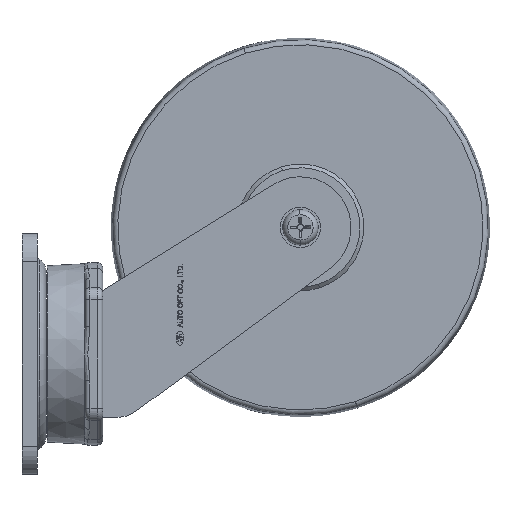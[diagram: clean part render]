
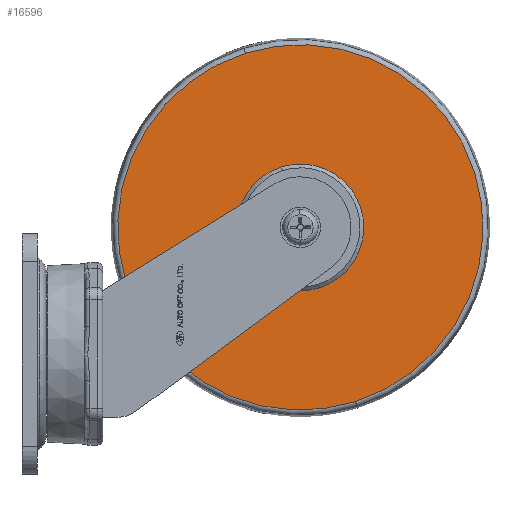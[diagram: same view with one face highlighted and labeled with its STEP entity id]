
A CAD part, left-side view. The second image highlights one B-rep face of the part: STEP entity #16596.
In plain terms, the highlighted planar face has unit normal (-1, 0, 0).
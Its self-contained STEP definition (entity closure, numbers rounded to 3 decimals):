
#1393 = CIRCLE ( 'NONE', #29242, 25.05 ) ;
#2252 = VERTEX_POINT ( 'NONE', #31539 ) ;
#3329 = EDGE_CURVE ( 'NONE', #4261, #40180, #10228, .T. ) ;
#4261 = VERTEX_POINT ( 'NONE', #16489 ) ;
#4359 = CARTESIAN_POINT ( 'NONE',  ( -20., -78.15, 50. ) ) ;
#6877 = CIRCLE ( 'NONE', #31950, 25.05 ) ;
#7506 = DIRECTION ( 'NONE',  ( -1., 0., 0. ) ) ;
#7511 = DIRECTION ( 'NONE',  ( 1., 0., 0. ) ) ;
#8541 = DIRECTION ( 'NONE',  ( 0., -0.301, -0.954 ) ) ;
#9224 = CARTESIAN_POINT ( 'NONE',  ( -20., -85.681, 26.109 ) ) ;
#10228 = CIRCLE ( 'NONE', #18527, 72.182 ) ;
#10835 = CARTESIAN_POINT ( 'NONE',  ( -20., -78.15, 50. ) ) ;
#14980 = DIRECTION ( 'NONE',  ( 0., -0.301, -0.954 ) ) ;
#16133 = DIRECTION ( 'NONE',  ( 1., 0., 0. ) ) ;
#16224 = EDGE_CURVE ( 'NONE', #2252, #20575, #6877, .T. ) ;
#16489 = CARTESIAN_POINT ( 'NONE',  ( -20., -99.852, -18.843 ) ) ;
#16596 = ADVANCED_FACE ( 'NONE', ( #29440, #40335 ), #40782, .F. ) ;
#18527 = AXIS2_PLACEMENT_3D ( 'NONE', #4359, #33175, #8541 ) ;
#20109 = ORIENTED_EDGE ( 'NONE', *, *, #3329, .T. ) ;
#20575 = VERTEX_POINT ( 'NONE', #9224 ) ;
#21300 = CIRCLE ( 'NONE', #42795, 72.182 ) ;
#21331 = ORIENTED_EDGE ( 'NONE', *, *, #16224, .T. ) ;
#24264 = ORIENTED_EDGE ( 'NONE', *, *, #29085, .T. ) ;
#24335 = EDGE_LOOP ( 'NONE', ( #24264, #21331 ) ) ;
#26785 = ORIENTED_EDGE ( 'NONE', *, *, #47631, .T. ) ;
#29085 = EDGE_CURVE ( 'NONE', #20575, #2252, #1393, .T. ) ;
#29242 = AXIS2_PLACEMENT_3D ( 'NONE', #32163, #7511, #36278 ) ;
#29440 = FACE_OUTER_BOUND ( 'NONE', #30364, .T. ) ;
#30364 = EDGE_LOOP ( 'NONE', ( #20109, #26785 ) ) ;
#31539 = CARTESIAN_POINT ( 'NONE',  ( -20., -70.619, 73.891 ) ) ;
#31950 = AXIS2_PLACEMENT_3D ( 'NONE', #10835, #39608, #14980 ) ;
#32159 = CARTESIAN_POINT ( 'NONE',  ( -20., -78.15, 50. ) ) ;
#32163 = CARTESIAN_POINT ( 'NONE',  ( -20., -78.15, 50. ) ) ;
#32502 = CARTESIAN_POINT ( 'NONE',  ( -20., -54.259, 42.469 ) ) ;
#33175 = DIRECTION ( 'NONE',  ( -1., 0., 0. ) ) ;
#36273 = DIRECTION ( 'NONE',  ( 0., -0.301, -0.954 ) ) ;
#36278 = DIRECTION ( 'NONE',  ( 0., -0.301, -0.954 ) ) ;
#38389 = CARTESIAN_POINT ( 'NONE',  ( -20., -56.448, 118.843 ) ) ;
#39608 = DIRECTION ( 'NONE',  ( 1., 0., 0. ) ) ;
#40180 = VERTEX_POINT ( 'NONE', #38389 ) ;
#40335 = FACE_BOUND ( 'NONE', #24335, .T. ) ;
#40782 = PLANE ( 'NONE',  #41968 ) ;
#41968 = AXIS2_PLACEMENT_3D ( 'NONE', #32502, #16133, #44959 ) ;
#42795 = AXIS2_PLACEMENT_3D ( 'NONE', #32159, #7506, #36273 ) ;
#44959 = DIRECTION ( 'NONE',  ( 0., -0.301, -0.954 ) ) ;
#47631 = EDGE_CURVE ( 'NONE', #40180, #4261, #21300, .T. ) ;
